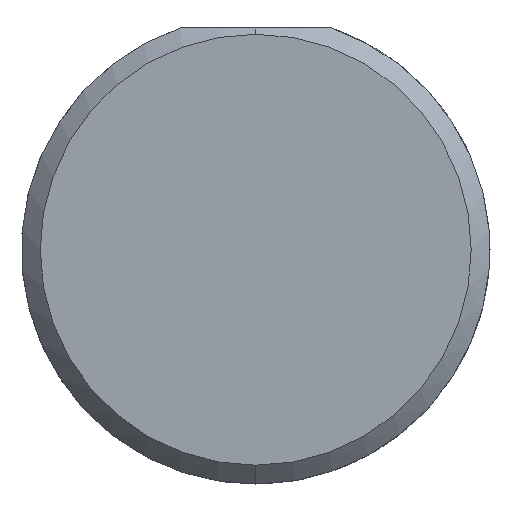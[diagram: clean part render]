
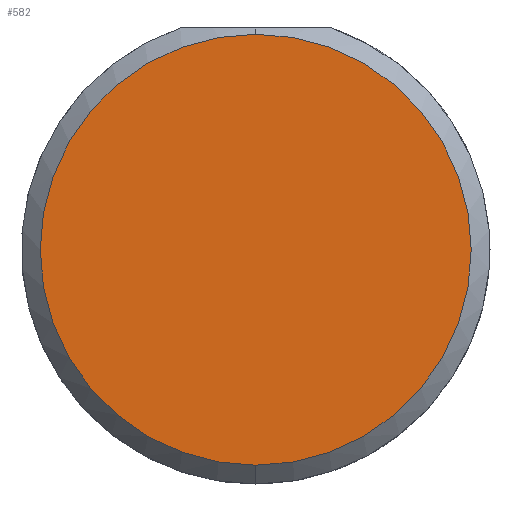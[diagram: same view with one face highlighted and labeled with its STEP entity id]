
A CAD part, left-side view. The second image highlights one B-rep face of the part: STEP entity #582.
In plain terms, the highlighted planar face has unit normal (-1, 0, 0).
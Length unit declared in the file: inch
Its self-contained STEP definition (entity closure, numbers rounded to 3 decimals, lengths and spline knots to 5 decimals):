
#17 = EDGE_CURVE ( 'NONE', #142, #622, #699, .T. ) ;
#37 = DIRECTION ( 'NONE',  ( 0., 0., 1. ) ) ;
#43 = CARTESIAN_POINT ( 'NONE',  ( 0., 0., 0. ) ) ;
#111 = DIRECTION ( 'NONE',  ( 0., 0., -1. ) ) ;
#127 = PLANE ( 'NONE',  #848 ) ;
#142 = VERTEX_POINT ( 'NONE', #166 ) ;
#166 = CARTESIAN_POINT ( 'NONE',  ( 0., 0., -0.17235 ) ) ;
#195 = AXIS2_PLACEMENT_3D ( 'NONE', #813, #468, #519 ) ;
#254 = DIRECTION ( 'NONE',  ( -1., 0., 0. ) ) ;
#271 = CARTESIAN_POINT ( 'NONE',  ( 0., 0., 0. ) ) ;
#275 = ORIENTED_EDGE ( 'NONE', *, *, #17, .T. ) ;
#370 = EDGE_LOOP ( 'NONE', ( #275, #505 ) ) ;
#468 = DIRECTION ( 'NONE',  ( -1., 0., 0. ) ) ;
#505 = ORIENTED_EDGE ( 'NONE', *, *, #556, .T. ) ;
#519 = DIRECTION ( 'NONE',  ( 0., 0., 1. ) ) ;
#550 = CIRCLE ( 'NONE', #786, 0.17235 ) ;
#556 = EDGE_CURVE ( 'NONE', #622, #142, #550, .T. ) ;
#576 = CARTESIAN_POINT ( 'NONE',  ( 0., 0., 0.17235 ) ) ;
#582 = ADVANCED_FACE ( 'NONE', ( #748 ), #127, .F. ) ;
#622 = VERTEX_POINT ( 'NONE', #576 ) ;
#699 = CIRCLE ( 'NONE', #195, 0.17235 ) ;
#748 = FACE_OUTER_BOUND ( 'NONE', #370, .T. ) ;
#786 = AXIS2_PLACEMENT_3D ( 'NONE', #271, #254, #37 ) ;
#813 = CARTESIAN_POINT ( 'NONE',  ( 0., 0., 0. ) ) ;
#838 = DIRECTION ( 'NONE',  ( 1., 0., 0. ) ) ;
#848 = AXIS2_PLACEMENT_3D ( 'NONE', #43, #838, #111 ) ;
